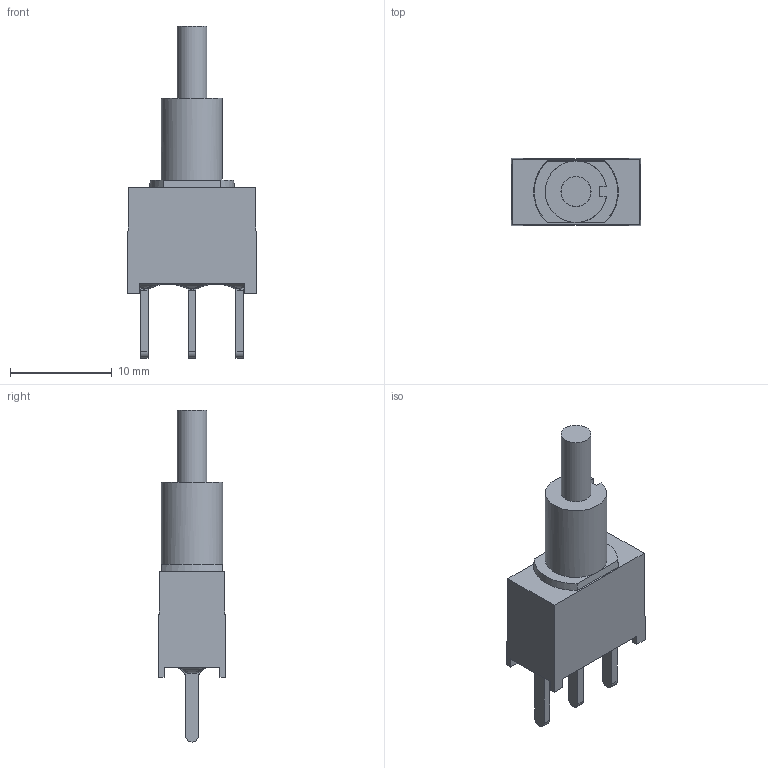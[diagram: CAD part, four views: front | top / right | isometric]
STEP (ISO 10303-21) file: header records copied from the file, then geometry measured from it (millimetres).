
FILE_DESCRIPTION(/* description */ (''),/* implementation_level */ '2;1');
FILE_NAME(/* name */ '700ASP7B10M2xE.stp',/* time_stamp */ '2024-11-13T07:38:24-06:00',/* author */ ('jsteinblock'),/* organization */ (''),/* preprocessor_version */ 'ST-DEVELOPER v18.1',/* originating_system */ 'Autodesk Inventor 2022',/* authorisation */ '');
FILE_SCHEMA (('AUTOMOTIVE_DESIGN { 1 0 10303 214 3 1 1 }'));
Length unit declared in the file: millimetre
Products named in the file (1): 700ASP7B10M2xE
Bounding box: 12.7 x 6.6 x 32.66 mm (x, y, z)
Volume: 1108.1 mm3; surface area: 977.7 mm2
Topology: 1 solids, 1 shells, 76 faces, 206 edges, 136 vertices
Faces by surface type: plane 54, cylinder 12, bspline 8, cone 2
Full cylindrical faces by diameter (mm): 2.95 x1, 2.96 x1
Entity records: 3023 total; most frequent: CARTESIAN_POINT 1155, ORIENTED_EDGE 412, DIRECTION 326, EDGE_CURVE 206, VERTEX_POINT 136, LINE 132, VECTOR 132, AXIS2_PLACEMENT_3D 97
